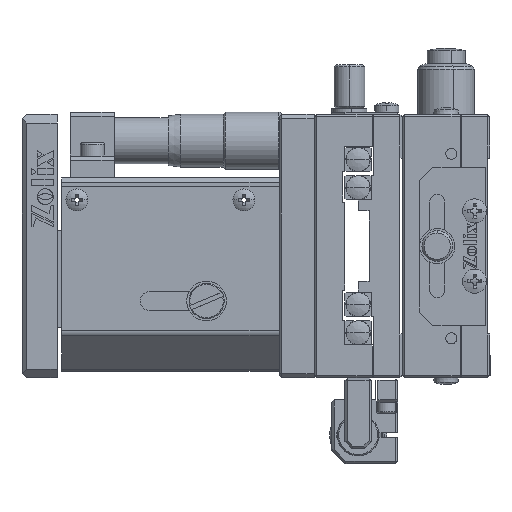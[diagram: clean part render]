
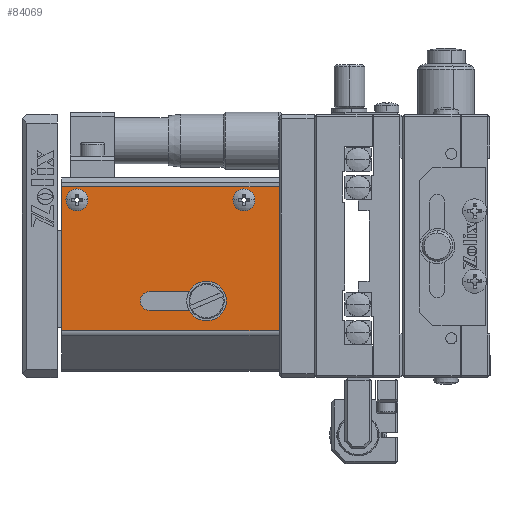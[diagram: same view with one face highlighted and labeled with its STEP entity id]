
A CAD part, left-side view. The second image highlights one B-rep face of the part: STEP entity #84069.
In plain terms, the highlighted planar face has unit normal (-1, 0, 0).
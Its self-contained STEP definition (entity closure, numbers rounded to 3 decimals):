
#3053 = VECTOR ( 'NONE', #102169, 1000. ) ;
#4296 = CIRCLE ( 'NONE', #13251, 2.1 ) ;
#6336 = EDGE_CURVE ( 'NONE', #108493, #99788, #68364, .T. ) ;
#6900 = DIRECTION ( 'NONE',  ( -1., 0., 0. ) ) ;
#8077 = EDGE_CURVE ( 'NONE', #99788, #72810, #104366, .T. ) ;
#9963 = ORIENTED_EDGE ( 'NONE', *, *, #102147, .T. ) ;
#10473 = DIRECTION ( 'NONE',  ( 0., -1., 0. ) ) ;
#10645 = ORIENTED_EDGE ( 'NONE', *, *, #63085, .T. ) ;
#13229 = CARTESIAN_POINT ( 'NONE',  ( -19.322, 68.744, 58.8 ) ) ;
#13251 = AXIS2_PLACEMENT_3D ( 'NONE', #13229, #80788, #71647 ) ;
#13979 = LINE ( 'NONE', #102473, #29663 ) ;
#15151 = CARTESIAN_POINT ( 'NONE',  ( -19.322, 47.244, 81.8 ) ) ;
#15464 = AXIS2_PLACEMENT_3D ( 'NONE', #15151, #65171, #23464 ) ;
#17711 = EDGE_CURVE ( 'NONE', #86994, #63029, #4296, .T. ) ;
#18130 = CIRCLE ( 'NONE', #59807, 2.1 ) ;
#20227 = CARTESIAN_POINT ( 'NONE',  ( -19.322, 47.244, 81.8 ) ) ;
#20628 = ORIENTED_EDGE ( 'NONE', *, *, #6336, .F. ) ;
#22261 = DIRECTION ( 'NONE',  ( -1., 0., 0. ) ) ;
#22402 = FACE_BOUND ( 'NONE', #53832, .T. ) ;
#22945 = PLANE ( 'NONE',  #90980 ) ;
#23464 = DIRECTION ( 'NONE',  ( 0., -1., 0. ) ) ;
#24015 = CARTESIAN_POINT ( 'NONE',  ( -19.322, 39.244, 84.8 ) ) ;
#24230 = CARTESIAN_POINT ( 'NONE',  ( -19.322, 68.744, 60.9 ) ) ;
#24585 = DIRECTION ( 'NONE',  ( 0., 1., 0. ) ) ;
#27140 = ORIENTED_EDGE ( 'NONE', *, *, #8077, .F. ) ;
#27175 = CARTESIAN_POINT ( 'NONE',  ( -19.322, 48.694, 81.8 ) ) ;
#29663 = VECTOR ( 'NONE', #52415, 1000. ) ;
#30867 = LINE ( 'NONE', #85768, #59493 ) ;
#31062 = ORIENTED_EDGE ( 'NONE', *, *, #17711, .F. ) ;
#31383 = CARTESIAN_POINT ( 'NONE',  ( -19.322, 39.244, 84.8 ) ) ;
#32411 = EDGE_CURVE ( 'NONE', #81006, #86994, #18130, .T. ) ;
#33796 = LINE ( 'NONE', #52895, #53402 ) ;
#35357 = CARTESIAN_POINT ( 'NONE',  ( -19.322, 85.244, 81.8 ) ) ;
#35491 = EDGE_CURVE ( 'NONE', #63152, #45718, #42489, .T. ) ;
#36220 = ORIENTED_EDGE ( 'NONE', *, *, #61653, .F. ) ;
#36700 = CIRCLE ( 'NONE', #41771, 1.45 ) ;
#37454 = CARTESIAN_POINT ( 'NONE',  ( -19.322, 68.744, 60.9 ) ) ;
#37663 = AXIS2_PLACEMENT_3D ( 'NONE', #20227, #53153, #78670 ) ;
#38538 = EDGE_CURVE ( 'NONE', #69461, #99103, #104414, .T. ) ;
#38727 = CARTESIAN_POINT ( 'NONE',  ( -19.322, 55.744, 60.9 ) ) ;
#41728 = DIRECTION ( 'NONE',  ( 0., 0., 1. ) ) ;
#41771 = AXIS2_PLACEMENT_3D ( 'NONE', #35357, #43777, #102230 ) ;
#42489 = CIRCLE ( 'NONE', #15464, 1.45 ) ;
#43614 = CARTESIAN_POINT ( 'NONE',  ( -19.322, 70.844, 58.8 ) ) ;
#43777 = DIRECTION ( 'NONE',  ( -1., 0., 0. ) ) ;
#44375 = CARTESIAN_POINT ( 'NONE',  ( -19.322, 39.244, 52.007 ) ) ;
#45718 = VERTEX_POINT ( 'NONE', #27175 ) ;
#48906 = DIRECTION ( 'NONE',  ( 0., 0., -1. ) ) ;
#50117 = CIRCLE ( 'NONE', #96039, 2.1 ) ;
#51760 = CARTESIAN_POINT ( 'NONE',  ( -19.322, 39.244, 52.007 ) ) ;
#52415 = DIRECTION ( 'NONE',  ( 0., 1., 0. ) ) ;
#52895 = CARTESIAN_POINT ( 'NONE',  ( -19.322, 39.244, 84.8 ) ) ;
#53153 = DIRECTION ( 'NONE',  ( -1., 0., 0. ) ) ;
#53402 = VECTOR ( 'NONE', #76648, 1000. ) ;
#53832 = EDGE_LOOP ( 'NONE', ( #100379, #54128 ) ) ;
#54128 = ORIENTED_EDGE ( 'NONE', *, *, #70369, .F. ) ;
#58893 = ORIENTED_EDGE ( 'NONE', *, *, #106071, .F. ) ;
#59226 = ORIENTED_EDGE ( 'NONE', *, *, #71898, .F. ) ;
#59493 = VECTOR ( 'NONE', #10473, 1000. ) ;
#59807 = AXIS2_PLACEMENT_3D ( 'NONE', #97723, #96982, #106123 ) ;
#61653 = EDGE_CURVE ( 'NONE', #103164, #83964, #50117, .T. ) ;
#61652 = CARTESIAN_POINT ( 'NONE',  ( -19.322, 45.794, 81.8 ) ) ;
#61865 = VERTEX_POINT ( 'NONE', #31383 ) ;
#62139 = EDGE_LOOP ( 'NONE', ( #27140, #20628, #10645, #9963 ) ) ;
#63029 = VERTEX_POINT ( 'NONE', #99715 ) ;
#63085 = EDGE_CURVE ( 'NONE', #108493, #61865, #33796, .T. ) ;
#63152 = VERTEX_POINT ( 'NONE', #61652 ) ;
#63249 = DIRECTION ( 'NONE',  ( 0., -1., 0. ) ) ;
#65171 = DIRECTION ( 'NONE',  ( -1., 0., 0. ) ) ;
#66881 = FACE_BOUND ( 'NONE', #79159, .T. ) ;
#67398 = ORIENTED_EDGE ( 'NONE', *, *, #32411, .F. ) ;
#68364 = LINE ( 'NONE', #51760, #3053 ) ;
#69461 = VERTEX_POINT ( 'NONE', #92915 ) ;
#70172 = VECTOR ( 'NONE', #24585, 1000. ) ;
#70369 = EDGE_CURVE ( 'NONE', #99103, #69461, #36700, .T. ) ;
#70733 = FACE_BOUND ( 'NONE', #99278, .T. ) ;
#71647 = DIRECTION ( 'NONE',  ( 0., -1., 0. ) ) ;
#71898 = EDGE_CURVE ( 'NONE', #63029, #103164, #30867, .T. ) ;
#72348 = CARTESIAN_POINT ( 'NONE',  ( -19.322, 85.244, 81.8 ) ) ;
#72810 = VERTEX_POINT ( 'NONE', #75941 ) ;
#74020 = CARTESIAN_POINT ( 'NONE',  ( -19.322, 88.744, 52.007 ) ) ;
#75941 = CARTESIAN_POINT ( 'NONE',  ( -19.322, 88.744, 84.8 ) ) ;
#76648 = DIRECTION ( 'NONE',  ( 0., 0., 1. ) ) ;
#78670 = DIRECTION ( 'NONE',  ( 0., -1., 0. ) ) ;
#79159 = EDGE_LOOP ( 'NONE', ( #59226, #31062, #67398, #100408, #36220 ) ) ;
#80788 = DIRECTION ( 'NONE',  ( -1., 0., 0. ) ) ;
#80977 = CARTESIAN_POINT ( 'NONE',  ( -19.322, 55.744, 56.7 ) ) ;
#81006 = VERTEX_POINT ( 'NONE', #37454 ) ;
#81079 = CARTESIAN_POINT ( 'NONE',  ( -19.322, 86.694, 81.8 ) ) ;
#81251 = FACE_OUTER_BOUND ( 'NONE', #62139, .T. ) ;
#82291 = AXIS2_PLACEMENT_3D ( 'NONE', #72348, #22261, #63249 ) ;
#83964 = VERTEX_POINT ( 'NONE', #38727 ) ;
#84069 = ADVANCED_FACE ( 'NONE', ( #22402, #70733, #81251, #66881 ), #22945, .T. ) ;
#85768 = CARTESIAN_POINT ( 'NONE',  ( -19.322, 68.744, 56.7 ) ) ;
#86994 = VERTEX_POINT ( 'NONE', #43614 ) ;
#90980 = AXIS2_PLACEMENT_3D ( 'NONE', #24015, #6900, #48906 ) ;
#91305 = VECTOR ( 'NONE', #41728, 1000. ) ;
#92466 = LINE ( 'NONE', #24230, #70172 ) ;
#92915 = CARTESIAN_POINT ( 'NONE',  ( -19.322, 83.794, 81.8 ) ) ;
#93698 = CIRCLE ( 'NONE', #37663, 1.45 ) ;
#94289 = CARTESIAN_POINT ( 'NONE',  ( -19.322, 55.744, 58.8 ) ) ;
#94651 = DIRECTION ( 'NONE',  ( -1., 0., 0. ) ) ;
#95571 = ORIENTED_EDGE ( 'NONE', *, *, #35491, .F. ) ;
#96039 = AXIS2_PLACEMENT_3D ( 'NONE', #94289, #94651, #102326 ) ;
#96958 = EDGE_CURVE ( 'NONE', #83964, #81006, #92466, .T. ) ;
#96982 = DIRECTION ( 'NONE',  ( -1., 0., 0. ) ) ;
#97723 = CARTESIAN_POINT ( 'NONE',  ( -19.322, 68.744, 58.8 ) ) ;
#99103 = VERTEX_POINT ( 'NONE', #81079 ) ;
#99278 = EDGE_LOOP ( 'NONE', ( #95571, #58893 ) ) ;
#99715 = CARTESIAN_POINT ( 'NONE',  ( -19.322, 68.744, 56.7 ) ) ;
#99788 = VERTEX_POINT ( 'NONE', #74020 ) ;
#100379 = ORIENTED_EDGE ( 'NONE', *, *, #38538, .F. ) ;
#100408 = ORIENTED_EDGE ( 'NONE', *, *, #96958, .F. ) ;
#102147 = EDGE_CURVE ( 'NONE', #61865, #72810, #13979, .T. ) ;
#102169 = DIRECTION ( 'NONE',  ( 0., 1., 0. ) ) ;
#102230 = DIRECTION ( 'NONE',  ( 0., -1., 0. ) ) ;
#102326 = DIRECTION ( 'NONE',  ( 0., -1., 0. ) ) ;
#102473 = CARTESIAN_POINT ( 'NONE',  ( -19.322, 39.244, 84.8 ) ) ;
#102795 = CARTESIAN_POINT ( 'NONE',  ( -19.322, 88.744, 84.8 ) ) ;
#103164 = VERTEX_POINT ( 'NONE', #80977 ) ;
#104366 = LINE ( 'NONE', #102795, #91305 ) ;
#104414 = CIRCLE ( 'NONE', #82291, 1.45 ) ;
#106071 = EDGE_CURVE ( 'NONE', #45718, #63152, #93698, .T. ) ;
#106123 = DIRECTION ( 'NONE',  ( 0., -1., 0. ) ) ;
#108493 = VERTEX_POINT ( 'NONE', #44375 ) ;
